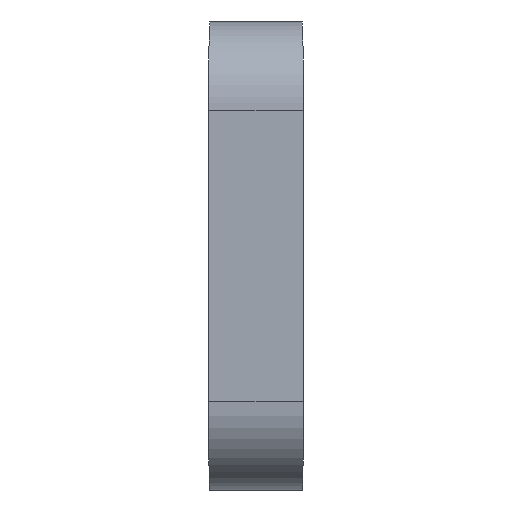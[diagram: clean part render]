
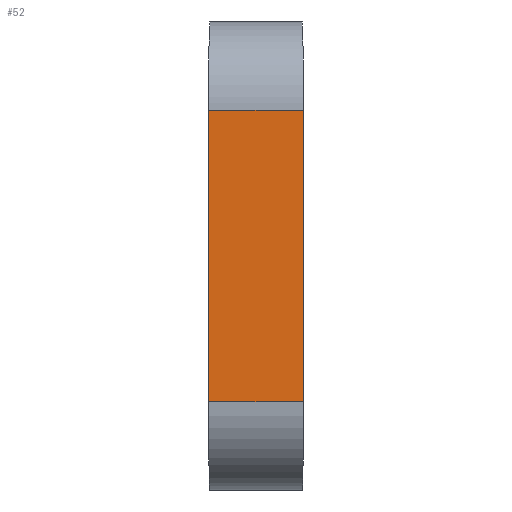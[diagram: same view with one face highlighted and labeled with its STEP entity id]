
A CAD part, front view. The second image highlights one B-rep face of the part: STEP entity #52.
In plain terms, the highlighted planar face has unit normal (0, -1, 0).
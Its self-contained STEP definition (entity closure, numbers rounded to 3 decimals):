
#52=ADVANCED_FACE('',(#191),#192,.T.);
#191=FACE_OUTER_BOUND('',#472,.T.);
#192=PLANE('',#473);
#472=EDGE_LOOP('',(#794,#795,#796,#797));
#473=AXIS2_PLACEMENT_3D('',#798,#799,#800);
#794=ORIENTED_EDGE('',*,*,#1888,.T.);
#795=ORIENTED_EDGE('',*,*,#1889,.F.);
#796=ORIENTED_EDGE('',*,*,#1890,.F.);
#797=ORIENTED_EDGE('',*,*,#1879,.T.);
#798=CARTESIAN_POINT('',(0.0,-68.0,33.0));
#799=DIRECTION('',(0.0,-1.0,0.0));
#800=DIRECTION('',(0.0,0.0,-1.0));
#1879=EDGE_CURVE('',#2254,#2263,#2265,.T.);
#1888=EDGE_CURVE('',#2263,#2282,#2283,.T.);
#1889=EDGE_CURVE('',#2284,#2282,#2285,.T.);
#1890=EDGE_CURVE('',#2254,#2284,#2286,.T.);
#2254=VERTEX_POINT('',#2992);
#2263=VERTEX_POINT('',#3020);
#2265=LINE('',#3030,#3031);
#2282=VERTEX_POINT('',#3084);
#2283=LINE('',#3085,#3086);
#2284=VERTEX_POINT('',#3087);
#2285=LINE('',#3088,#3089);
#2286=LINE('',#3090,#3091);
#2992=CARTESIAN_POINT('',(0.0,-68.0,33.0));
#3020=CARTESIAN_POINT('',(0.0,-68.0,-33.0));
#3030=CARTESIAN_POINT('',(0.0,-68.0,33.0));
#3031=VECTOR('',#4432,66.0);
#3084=CARTESIAN_POINT('',(21.5,-68.0,-33.0));
#3085=CARTESIAN_POINT('',(0.0,-68.0,-33.0));
#3086=VECTOR('',#4437,21.5);
#3087=CARTESIAN_POINT('',(21.5,-68.0,33.0));
#3088=CARTESIAN_POINT('',(21.5,-68.0,33.0));
#3089=VECTOR('',#4438,66.0);
#3090=CARTESIAN_POINT('',(0.0,-68.0,33.0));
#3091=VECTOR('',#4439,21.5);
#4432=DIRECTION('',(0.0,0.0,-1.0));
#4437=DIRECTION('',(1.0,0.0,0.0));
#4438=DIRECTION('',(0.0,0.0,-1.0));
#4439=DIRECTION('',(1.0,0.0,0.0));
